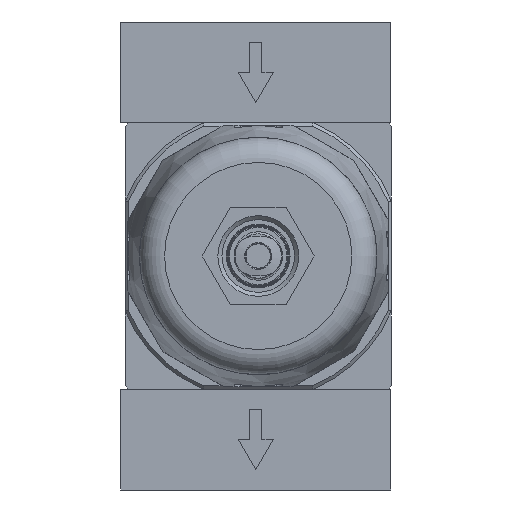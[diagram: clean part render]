
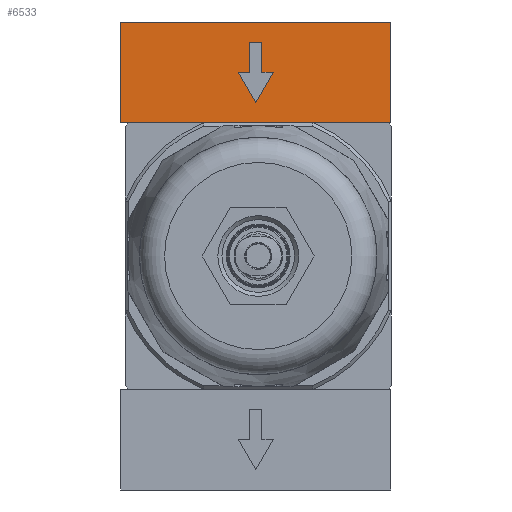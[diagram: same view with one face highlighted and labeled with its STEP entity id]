
A CAD part, front view. The second image highlights one B-rep face of the part: STEP entity #6533.
In plain terms, the highlighted face is planar.
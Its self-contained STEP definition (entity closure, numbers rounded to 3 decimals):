
#1475=ORIENTED_EDGE('',*,*,#2342,.F.);
#1476=ORIENTED_EDGE('',*,*,#2343,.F.);
#1477=ORIENTED_EDGE('',*,*,#2344,.F.);
#1478=ORIENTED_EDGE('',*,*,#2345,.F.);
#1479=ORIENTED_EDGE('',*,*,#2346,.F.);
#1480=ORIENTED_EDGE('',*,*,#2347,.F.);
#1481=ORIENTED_EDGE('',*,*,#2348,.F.);
#1482=ORIENTED_EDGE('',*,*,#2349,.F.);
#1483=ORIENTED_EDGE('',*,*,#2341,.F.);
#1484=ORIENTED_EDGE('',*,*,#2350,.T.);
#1485=ORIENTED_EDGE('',*,*,#2351,.T.);
#2341=EDGE_CURVE('',#2861,#2859,#3229,.T.);
#2342=EDGE_CURVE('',#2862,#2863,#3230,.T.);
#2343=EDGE_CURVE('',#2864,#2862,#3231,.T.);
#2344=EDGE_CURVE('',#2865,#2864,#3232,.T.);
#2345=EDGE_CURVE('',#2866,#2865,#3233,.T.);
#2346=EDGE_CURVE('',#2867,#2866,#3234,.T.);
#2347=EDGE_CURVE('',#2868,#2867,#3235,.T.);
#2348=EDGE_CURVE('',#2863,#2868,#3236,.T.);
#2349=EDGE_CURVE('',#2859,#2869,#3237,.T.);
#2350=EDGE_CURVE('',#2861,#2870,#3238,.T.);
#2351=EDGE_CURVE('',#2870,#2869,#3239,.T.);
#2859=VERTEX_POINT('',#10080);
#2861=VERTEX_POINT('',#10084);
#2862=VERTEX_POINT('',#10088);
#2863=VERTEX_POINT('',#10089);
#2864=VERTEX_POINT('',#10091);
#2865=VERTEX_POINT('',#10093);
#2866=VERTEX_POINT('',#10095);
#2867=VERTEX_POINT('',#10097);
#2868=VERTEX_POINT('',#10099);
#2869=VERTEX_POINT('',#10102);
#2870=VERTEX_POINT('',#10104);
#3229=LINE('',#10085,#3523);
#3230=LINE('',#10087,#3524);
#3231=LINE('',#10090,#3525);
#3232=LINE('',#10092,#3526);
#3233=LINE('',#10094,#3527);
#3234=LINE('',#10096,#3528);
#3235=LINE('',#10098,#3529);
#3236=LINE('',#10100,#3530);
#3237=LINE('',#10101,#3531);
#3238=LINE('',#10103,#3532);
#3239=LINE('',#10105,#3533);
#3523=VECTOR('',#8106,1000.);
#3524=VECTOR('',#8109,1000.);
#3525=VECTOR('',#8110,1000.);
#3526=VECTOR('',#8111,1000.);
#3527=VECTOR('',#8112,1000.);
#3528=VECTOR('',#8113,1000.);
#3529=VECTOR('',#8114,1000.);
#3530=VECTOR('',#8115,1000.);
#3531=VECTOR('',#8116,1000.);
#3532=VECTOR('',#8117,1000.);
#3533=VECTOR('',#8118,1000.);
#3875=EDGE_LOOP('',(#1475,#1476,#1477,#1478,#1479,#1480,#1481));
#3876=EDGE_LOOP('',(#1482,#1483,#1484,#1485));
#4365=FACE_BOUND('',#3875,.T.);
#4366=FACE_BOUND('',#3876,.T.);
#4690=PLANE('',#7017);
#6533=ADVANCED_FACE('',(#4365,#4366),#4690,.T.);
#7017=AXIS2_PLACEMENT_3D('',#10086,#8107,#8108);
#8106=DIRECTION('',(0.,1.,0.));
#8107=DIRECTION('',(0.,0.,1.));
#8108=DIRECTION('',(1.,0.,0.));
#8109=DIRECTION('',(-1.,0.,0.));
#8110=DIRECTION('',(0.,-1.,0.));
#8111=DIRECTION('',(-1.,0.,0.));
#8112=DIRECTION('',(0.,1.,0.));
#8113=DIRECTION('',(-1.,0.,0.));
#8114=DIRECTION('',(0.5,0.866,0.));
#8115=DIRECTION('',(0.5,-0.866,0.));
#8116=DIRECTION('',(1.,0.,0.));
#8117=DIRECTION('',(1.,0.,0.));
#8118=DIRECTION('',(0.,1.,0.));
#10080=CARTESIAN_POINT('',(-33.5,25.,20.));
#10084=CARTESIAN_POINT('',(-33.5,0.,20.));
#10085=CARTESIAN_POINT('',(-33.5,0.,20.));
#10086=CARTESIAN_POINT('',(-33.5,0.,20.));
#10087=CARTESIAN_POINT('',(-1.5,12.5,20.));
#10088=CARTESIAN_POINT('',(-1.5,12.5,20.));
#10089=CARTESIAN_POINT('',(-4.33,12.5,20.));
#10090=CARTESIAN_POINT('',(-1.5,20.,20.));
#10091=CARTESIAN_POINT('',(-1.5,20.,20.));
#10092=CARTESIAN_POINT('',(1.5,20.,20.));
#10093=CARTESIAN_POINT('',(1.5,20.,20.));
#10094=CARTESIAN_POINT('',(1.5,12.5,20.));
#10095=CARTESIAN_POINT('',(1.5,12.5,20.));
#10096=CARTESIAN_POINT('',(4.33,12.5,20.));
#10097=CARTESIAN_POINT('',(4.33,12.5,20.));
#10098=CARTESIAN_POINT('',(0.,5.,20.));
#10099=CARTESIAN_POINT('',(0.,5.,20.));
#10100=CARTESIAN_POINT('',(-4.33,12.5,20.));
#10101=CARTESIAN_POINT('',(-33.5,25.,20.));
#10102=CARTESIAN_POINT('',(33.5,25.,20.));
#10103=CARTESIAN_POINT('',(-33.5,0.,20.));
#10104=CARTESIAN_POINT('',(33.5,0.,20.));
#10105=CARTESIAN_POINT('',(33.5,0.,20.));
